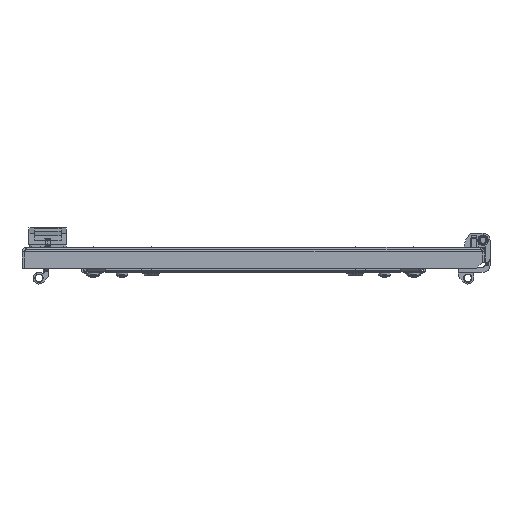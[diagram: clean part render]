
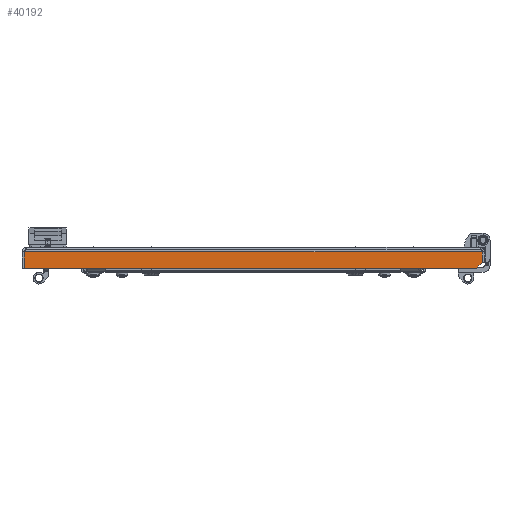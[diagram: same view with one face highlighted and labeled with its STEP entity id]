
A CAD part, front view. The second image highlights one B-rep face of the part: STEP entity #40192.
In plain terms, the highlighted planar face has unit normal (0, -1, 0).
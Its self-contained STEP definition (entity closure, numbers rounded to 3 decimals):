
#1891 = LINE ( 'NONE', #23926, #13666 ) ;
#3130 = LINE ( 'NONE', #40530, #5612 ) ;
#3198 = EDGE_CURVE ( 'NONE', #15412, #49183, #32096, .T. ) ;
#3281 = ORIENTED_EDGE ( 'NONE', *, *, #12709, .F. ) ;
#3478 = DIRECTION ( 'NONE',  ( 1., 0., 0. ) ) ;
#4747 = FACE_OUTER_BOUND ( 'NONE', #29088, .T. ) ;
#5356 = ORIENTED_EDGE ( 'NONE', *, *, #3198, .T. ) ;
#5612 = VECTOR ( 'NONE', #32630, 1000. ) ;
#6407 = VECTOR ( 'NONE', #41204, 1000. ) ;
#7937 = DIRECTION ( 'NONE',  ( 0., 0., 1. ) ) ;
#11988 = LINE ( 'NONE', #25419, #6407 ) ;
#12091 = EDGE_CURVE ( 'NONE', #49183, #47085, #27842, .T. ) ;
#12709 = EDGE_CURVE ( 'NONE', #19141, #31374, #1891, .T. ) ;
#13060 = CARTESIAN_POINT ( 'NONE',  ( -196.329, -892., -2. ) ) ;
#13666 = VECTOR ( 'NONE', #35887, 1000. ) ;
#15412 = VERTEX_POINT ( 'NONE', #36307 ) ;
#19141 = VERTEX_POINT ( 'NONE', #13060 ) ;
#23926 = CARTESIAN_POINT ( 'NONE',  ( 198.4, -892., -2. ) ) ;
#24863 = EDGE_CURVE ( '������14', #19141, #15412, #3130, .T. ) ;
#25374 = VECTOR ( 'NONE', #3478, 1000. ) ;
#25419 = CARTESIAN_POINT ( 'NONE',  ( 196.329, -892., 0. ) ) ;
#25563 = AXIS2_PLACEMENT_3D ( 'NONE', #27541, #27052, #7937 ) ;
#27052 = DIRECTION ( 'NONE',  ( 0., 1., 0. ) ) ;
#27541 = CARTESIAN_POINT ( 'NONE',  ( -198.4, -892., 0. ) ) ;
#27842 = LINE ( 'NONE', #35188, #30893 ) ;
#29088 = EDGE_LOOP ( 'NONE', ( #5356, #49423, #45985, #3281, #40317 ) ) ;
#30893 = VECTOR ( 'NONE', #39467, 1000. ) ;
#31135 = PLANE ( 'NONE',  #25563 ) ;
#31374 = VERTEX_POINT ( 'NONE', #44913 ) ;
#32096 = LINE ( 'NONE', #50532, #25374 ) ;
#32630 = DIRECTION ( 'NONE',  ( 0., 0., -1. ) ) ;
#35188 = CARTESIAN_POINT ( 'NONE',  ( 196.329, -892., -11. ) ) ;
#35887 = DIRECTION ( 'NONE',  ( 1., 0., 0. ) ) ;
#36307 = CARTESIAN_POINT ( 'NONE',  ( -196.329, -892., -16. ) ) ;
#39467 = DIRECTION ( 'NONE',  ( 0.707, 0., 0.707 ) ) ;
#39769 = CARTESIAN_POINT ( 'NONE',  ( 196.329, -892., -11. ) ) ;
#40192 = ADVANCED_FACE ( '�����12', ( #4747 ), #31135, .F. ) ;
#40317 = ORIENTED_EDGE ( 'NONE', *, *, #24863, .T. ) ;
#40530 = CARTESIAN_POINT ( 'NONE',  ( -196.329, -892., 0. ) ) ;
#41204 = DIRECTION ( 'NONE',  ( 0., 0., -1. ) ) ;
#43541 = EDGE_CURVE ( 'NONE', #31374, #47085, #11988, .T. ) ;
#43998 = CARTESIAN_POINT ( 'NONE',  ( 191.329, -892., -16. ) ) ;
#44913 = CARTESIAN_POINT ( 'NONE',  ( 196.329, -892., -2. ) ) ;
#45985 = ORIENTED_EDGE ( 'NONE', *, *, #43541, .F. ) ;
#47085 = VERTEX_POINT ( 'NONE', #39769 ) ;
#49183 = VERTEX_POINT ( 'NONE', #43998 ) ;
#49423 = ORIENTED_EDGE ( 'NONE', *, *, #12091, .T. ) ;
#50532 = CARTESIAN_POINT ( 'NONE',  ( -198.4, -892., -16. ) ) ;
